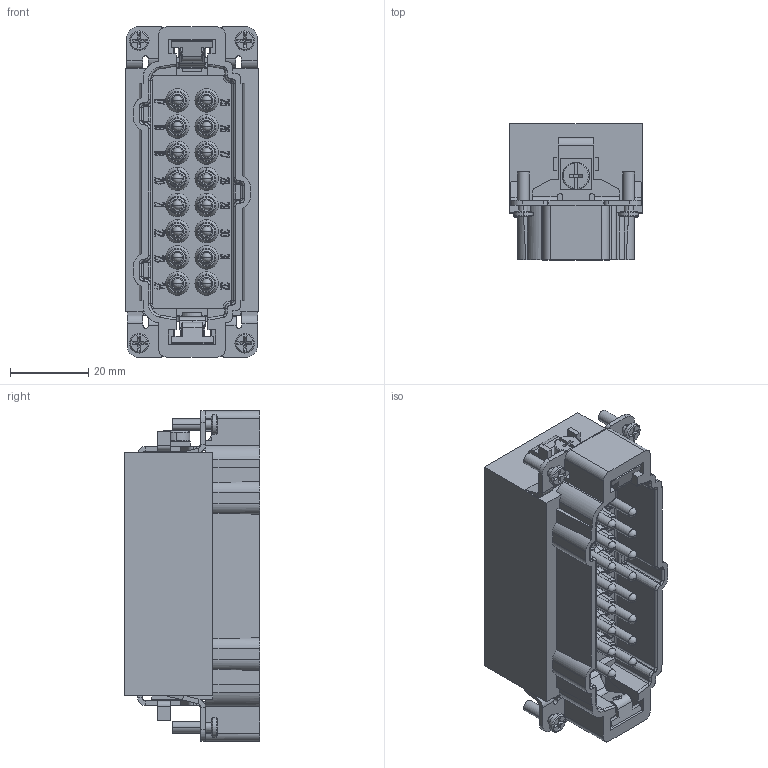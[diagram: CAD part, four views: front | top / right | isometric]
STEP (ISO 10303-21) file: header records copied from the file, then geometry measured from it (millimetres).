
FILE_DESCRIPTION((''),'2;1');
FILE_NAME('HE016MSW','2017-07-19T',('tl.yang'),(''),'PRO/ENGINEER BY PARAMETRIC TECHNOLOGY CORPORATION, 2011500','PRO/ENGINEER BY PARAMETRIC TECHNOLOGY CORPORATION, 2011500','');
FILE_SCHEMA(('CONFIG_CONTROL_DESIGN'));
Products named in the file (1): HE016MSW
Bounding box: 34 x 34.7 x 84.7 mm (x, y, z)
Volume: 53253.6 mm3; surface area: 23022.9 mm2
Topology: 1 solids, 34 shells, 3640 faces, 9974 edges, 6514 vertices
Faces by surface type: plane 3089, cylinder 258, cone 172, bspline 48, sphere 42, torus 31
Entity records: 115162 total; most frequent: CARTESIAN_POINT 22425, ORIENTED_EDGE 19868, DIRECTION 17953, EDGE_CURVE 9934, VECTOR 8927, LINE 8927, VERTEX_POINT 6514, AXIS2_PLACEMENT_3D 4513
